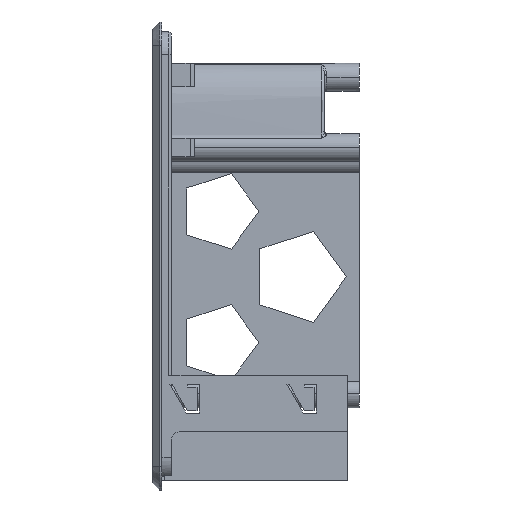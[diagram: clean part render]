
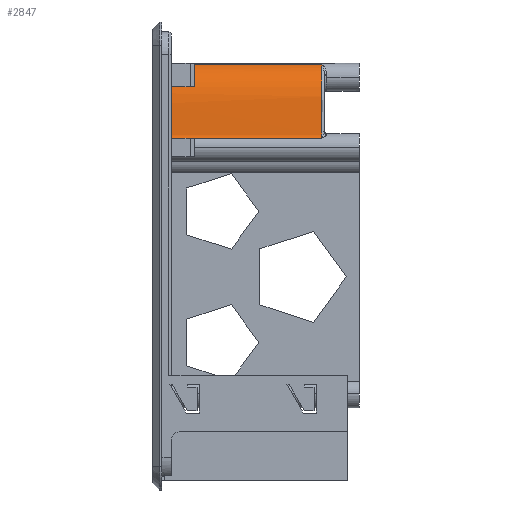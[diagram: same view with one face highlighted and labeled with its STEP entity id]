
A CAD part, front view. The second image highlights one B-rep face of the part: STEP entity #2847.
In plain terms, the highlighted free-form (B-spline) face has degree [3, 1] with [4, 2] control points.
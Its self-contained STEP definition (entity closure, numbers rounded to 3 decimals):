
#858 = CARTESIAN_POINT ( 'NONE',  ( 200.15, -20.335, 52.858 ) ) ;
#861 = CARTESIAN_POINT ( 'NONE',  ( 233.85, -14.343, 68.465 ) ) ;
#974 = CARTESIAN_POINT ( 'NONE',  ( 233.85, -20.382, 52.779 ) ) ;
#1197 = VECTOR ( 'NONE', #10185, 1000. ) ;
#1666 = EDGE_CURVE ( 'NONE', #11502, #12069, #2146, .T. ) ;
#2146 = B_SPLINE_CURVE_WITH_KNOTS ( 'NONE', 3,
 ( #2980, #8577, #23921, #14569, #24168, #10702, #6588, #6827, #22054, #2745, #4962, #7078, #18317, #14199, #23800, #23676, #5207, #14326, #10812, #21929, #14701, #22304, #10337, #16196, #4836, #858, #8454, #12441 ),
 .UNSPECIFIED., .F., .F.,
 ( 4, 2, 2, 2, 2, 2, 2, 2, 2, 2, 2, 2, 2, 4 ),
 ( 0., 0.001, 0.002, 0.003, 0.005, 0.006, 0.007, 0.009, 0.014, 0.016, 0.017, 0.018, 0.018, 0.018 ),
 .UNSPECIFIED. ) ;
#2489 = CARTESIAN_POINT ( 'NONE',  ( 233.85, -20.135, 53.385 ) ) ;
#2614 = CARTESIAN_POINT ( 'NONE',  ( 233.85, -19.894, 55.611 ) ) ;
#2745 = CARTESIAN_POINT ( 'NONE',  ( 200.15, -17.97, 65.35 ) ) ;
#2829 = LINE ( 'NONE', #17795, #1197 ) ;
#2847 = ADVANCED_FACE ( 'NONE', ( #17959 ), #14964, .F. ) ;
#2851 = ORIENTED_EDGE ( 'NONE', *, *, #10462, .T. ) ;
#2980 = CARTESIAN_POINT ( 'NONE',  ( 200.15, -14.343, 68.465 ) ) ;
#4055 = CARTESIAN_POINT ( 'NONE',  ( 200.15, -14.343, 68.465 ) ) ;
#4196 = VERTEX_POINT ( 'NONE', #19466 ) ;
#4478 = CARTESIAN_POINT ( 'NONE',  ( 233.85, -16.554, 67.11 ) ) ;
#4595 = CARTESIAN_POINT ( 'NONE',  ( 233.85, -17.955, 65.375 ) ) ;
#4836 = CARTESIAN_POINT ( 'NONE',  ( 200.15, -20.253, 53.026 ) ) ;
#4955 = CARTESIAN_POINT ( 'NONE',  ( 233.85, -18.467, 64.384 ) ) ;
#4962 = CARTESIAN_POINT ( 'NONE',  ( 200.15, -18.153, 65.025 ) ) ;
#5207 = CARTESIAN_POINT ( 'NONE',  ( 200.15, -19.752, 58.574 ) ) ;
#5585 = CARTESIAN_POINT ( 'NONE',  ( 233.85, -14.343, 68.465 ) ) ;
#6558 = ORIENTED_EDGE ( 'NONE', *, *, #10797, .F. ) ;
#6581 = CARTESIAN_POINT ( 'NONE',  ( 233.85, -14.693, 68.327 ) ) ;
#6588 = CARTESIAN_POINT ( 'NONE',  ( 200.15, -16.835, 66.839 ) ) ;
#6596 = DIRECTION ( 'NONE',  ( -1., 0., 0. ) ) ;
#6722 = LINE ( 'NONE', #12097, #16616 ) ;
#6819 = CARTESIAN_POINT ( 'NONE',  ( 233.85, -20.447, 52.709 ) ) ;
#6827 = CARTESIAN_POINT ( 'NONE',  ( 200.15, -17.331, 66.28 ) ) ;
#7078 = CARTESIAN_POINT ( 'NONE',  ( 200.15, -18.48, 64.354 ) ) ;
#8340 = CARTESIAN_POINT ( 'NONE',  ( 233.85, -20.219, 53.118 ) ) ;
#8385 = EDGE_CURVE ( 'NONE', #10181, #11502, #2829, .T. ) ;
#8454 = CARTESIAN_POINT ( 'NONE',  ( 200.15, -20.383, 52.779 ) ) ;
#8567 = CARTESIAN_POINT ( 'NONE',  ( 233.85, -20.332, 52.862 ) ) ;
#8577 = CARTESIAN_POINT ( 'NONE',  ( 200.15, -14.694, 68.327 ) ) ;
#8949 = CARTESIAN_POINT ( 'NONE',  ( 233.85, -20.447, 52.709 ) ) ;
#9282 = EDGE_LOOP ( 'NONE', ( #21212, #9602, #6558, #2851 ) ) ;
#9602 = ORIENTED_EDGE ( 'NONE', *, *, #1666, .T. ) ;
#9662 = B_SPLINE_CURVE_WITH_KNOTS ( 'NONE', 3,
 ( #6819, #974, #8567, #14318, #8340, #2489, #15836, #16315, #21684, #2614, #16188, #10329, #12434, #10210, #22046, #17949, #20051, #23442, #4955, #17826, #4595, #12195, #23667, #21566, #4478, #10562, #12081, #23912, #6581, #14190 ),
 .UNSPECIFIED., .F., .F.,
 ( 4, 2, 2, 2, 2, 2, 2, 2, 2, 2, 2, 2, 2, 2, 4 ),
 ( 0., 0., 0.001, 0.001, 0.002, 0.005, 0.007, 0.009, 0.012, 0.013, 0.014, 0.015, 0.016, 0.017, 0.018 ),
 .UNSPECIFIED. ) ;
#10181 = VERTEX_POINT ( 'NONE', #5585 ) ;
#10185 = DIRECTION ( 'NONE',  ( -1., 0., 0. ) ) ;
#10210 = CARTESIAN_POINT ( 'NONE',  ( 233.85, -19.589, 60.074 ) ) ;
#10329 = CARTESIAN_POINT ( 'NONE',  ( 233.85, -19.79, 57.847 ) ) ;
#10337 = CARTESIAN_POINT ( 'NONE',  ( 200.15, -20.136, 53.381 ) ) ;
#10462 = EDGE_CURVE ( 'NONE', #4196, #10181, #9662, .T. ) ;
#10562 = CARTESIAN_POINT ( 'NONE',  ( 233.85, -15.983, 67.577 ) ) ;
#10702 = CARTESIAN_POINT ( 'NONE',  ( 200.15, -16.568, 67.097 ) ) ;
#10797 = EDGE_CURVE ( 'NONE', #4196, #12069, #6722, .T. ) ;
#10812 = CARTESIAN_POINT ( 'NONE',  ( 200.15, -19.895, 55.599 ) ) ;
#11502 = VERTEX_POINT ( 'NONE', #4055 ) ;
#12069 = VERTEX_POINT ( 'NONE', #17754 ) ;
#12081 = CARTESIAN_POINT ( 'NONE',  ( 233.85, -15.679, 67.788 ) ) ;
#12097 = CARTESIAN_POINT ( 'NONE',  ( 261.231, -20.447, 52.709 ) ) ;
#12195 = CARTESIAN_POINT ( 'NONE',  ( 233.85, -17.547, 65.995 ) ) ;
#12434 = CARTESIAN_POINT ( 'NONE',  ( 233.85, -19.741, 58.591 ) ) ;
#12441 = CARTESIAN_POINT ( 'NONE',  ( 200.15, -20.447, 52.709 ) ) ;
#12700 = CARTESIAN_POINT ( 'NONE',  ( 200.15, -20.447, 52.709 ) ) ;
#13594 = CARTESIAN_POINT ( 'NONE',  ( 200.15, -21.577, 65.61 ) ) ;
#14190 = CARTESIAN_POINT ( 'NONE',  ( 233.85, -14.343, 68.465 ) ) ;
#14199 = CARTESIAN_POINT ( 'NONE',  ( 200.15, -19.012, 62.948 ) ) ;
#14318 = CARTESIAN_POINT ( 'NONE',  ( 233.85, -20.251, 53.03 ) ) ;
#14326 = CARTESIAN_POINT ( 'NONE',  ( 200.15, -19.869, 56.343 ) ) ;
#14569 = CARTESIAN_POINT ( 'NONE',  ( 200.15, -15.687, 67.783 ) ) ;
#14701 = CARTESIAN_POINT ( 'NONE',  ( 200.15, -20.007, 54.114 ) ) ;
#14964 = B_SPLINE_SURFACE_WITH_KNOTS ( 'NONE', 3, 1, ( 
 ( #861, #16087 ),
 ( #23679, #13594 ),
 ( #21197, #19323 ),
 ( #8949, #12700 ) ),
 .UNSPECIFIED., .F., .F., .F.,
 ( 4, 4 ),
 ( 2, 2 ),
 ( 0., 1. ),
 ( 0., 1. ),
 .UNSPECIFIED. ) ;
#15836 = CARTESIAN_POINT ( 'NONE',  ( 233.85, -20.097, 53.571 ) ) ;
#16087 = CARTESIAN_POINT ( 'NONE',  ( 200.15, -14.343, 68.465 ) ) ;
#16188 = CARTESIAN_POINT ( 'NONE',  ( 233.85, -19.868, 56.357 ) ) ;
#16196 = CARTESIAN_POINT ( 'NONE',  ( 200.15, -20.22, 53.114 ) ) ;
#16315 = CARTESIAN_POINT ( 'NONE',  ( 233.85, -20.006, 54.124 ) ) ;
#16616 = VECTOR ( 'NONE', #6596, 1000. ) ;
#17754 = CARTESIAN_POINT ( 'NONE',  ( 200.15, -20.447, 52.709 ) ) ;
#17795 = CARTESIAN_POINT ( 'NONE',  ( 261.231, -14.343, 68.465 ) ) ;
#17826 = CARTESIAN_POINT ( 'NONE',  ( 233.85, -18.138, 65.052 ) ) ;
#17949 = CARTESIAN_POINT ( 'NONE',  ( 233.85, -19.191, 62.27 ) ) ;
#17959 = FACE_OUTER_BOUND ( 'NONE', #9282, .T. ) ;
#18317 = CARTESIAN_POINT ( 'NONE',  ( 200.15, -18.626, 64.007 ) ) ;
#19323 = CARTESIAN_POINT ( 'NONE',  ( 200.15, -19.03, 54.245 ) ) ;
#19466 = CARTESIAN_POINT ( 'NONE',  ( 233.85, -20.447, 52.709 ) ) ;
#20051 = CARTESIAN_POINT ( 'NONE',  ( 233.85, -19., 62.987 ) ) ;
#21197 = CARTESIAN_POINT ( 'NONE',  ( 233.85, -19.03, 54.245 ) ) ;
#21212 = ORIENTED_EDGE ( 'NONE', *, *, #8385, .T. ) ;
#21566 = CARTESIAN_POINT ( 'NONE',  ( 233.85, -16.821, 66.853 ) ) ;
#21684 = CARTESIAN_POINT ( 'NONE',  ( 233.85, -19.974, 54.496 ) ) ;
#21929 = CARTESIAN_POINT ( 'NONE',  ( 200.15, -19.974, 54.486 ) ) ;
#22046 = CARTESIAN_POINT ( 'NONE',  ( 233.85, -19.485, 60.814 ) ) ;
#22054 = CARTESIAN_POINT ( 'NONE',  ( 200.15, -17.56, 65.977 ) ) ;
#22304 = CARTESIAN_POINT ( 'NONE',  ( 200.15, -20.099, 53.563 ) ) ;
#23442 = CARTESIAN_POINT ( 'NONE',  ( 233.85, -18.613, 64.038 ) ) ;
#23667 = CARTESIAN_POINT ( 'NONE',  ( 233.85, -17.319, 66.295 ) ) ;
#23676 = CARTESIAN_POINT ( 'NONE',  ( 200.15, -19.636, 60.055 ) ) ;
#23679 = CARTESIAN_POINT ( 'NONE',  ( 233.85, -21.577, 65.61 ) ) ;
#23800 = CARTESIAN_POINT ( 'NONE',  ( 200.15, -19.2, 62.23 ) ) ;
#23912 = CARTESIAN_POINT ( 'NONE',  ( 233.85, -15.034, 68.163 ) ) ;
#23921 = CARTESIAN_POINT ( 'NONE',  ( 200.15, -15.034, 68.164 ) ) ;
#24168 = CARTESIAN_POINT ( 'NONE',  ( 200.15, -15.995, 67.569 ) ) ;
